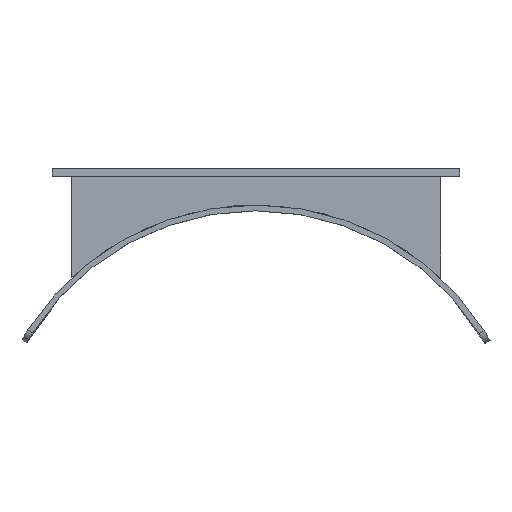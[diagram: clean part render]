
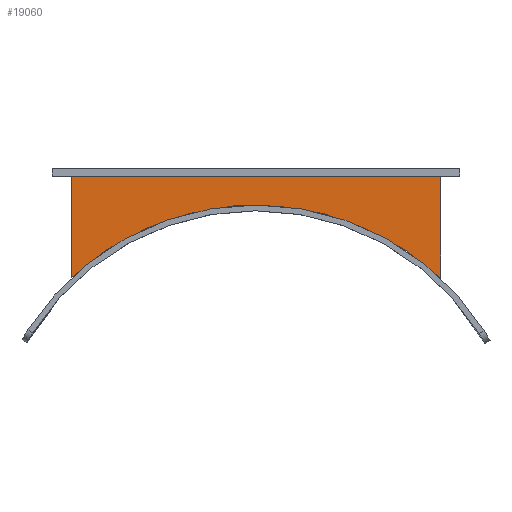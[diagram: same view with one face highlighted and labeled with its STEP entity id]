
A CAD part, top view. The second image highlights one B-rep face of the part: STEP entity #19060.
In plain terms, the highlighted planar face has unit normal (0, 0, 1).
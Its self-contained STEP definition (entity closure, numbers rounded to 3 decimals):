
#18660=CARTESIAN_POINT('',(0.,658.5,-508.9));
#18670=DIRECTION('',(0.,0.,-1.));
#18680=DIRECTION('',(1.,0.,0.));
#18690=AXIS2_PLACEMENT_3D('',#18660,#18670,#18680);
#18700=PLANE('',#18690);
#18710=CARTESIAN_POINT('',(-480.912,780.,-508.9));
#18720=DIRECTION('',(1.,0.,0.));
#18730=VECTOR('',#18720,1.);
#18740=LINE('',#18710,#18730);
#18750=CARTESIAN_POINT('',(-480.912,780.,-508.9));
#18760=VERTEX_POINT('',#18750);
#18770=CARTESIAN_POINT('',(482.408,780.,-508.9));
#18780=VERTEX_POINT('',#18770);
#18790=EDGE_CURVE('',#18760,#18780,#18740,.T.);
#18800=ORIENTED_EDGE('',*,*,#18790,.F.);
#18810=CARTESIAN_POINT('',(482.408,658.5,-508.9));
#18820=DIRECTION('',(0.,1.,0.));
#18830=VECTOR('',#18820,1.);
#18840=LINE('',#18810,#18830);
#18850=CARTESIAN_POINT('',(482.408,514.109,-508.9));
#18860=VERTEX_POINT('',#18850);
#18870=EDGE_CURVE('',#18860,#18780,#18840,.T.);
#18880=ORIENTED_EDGE('',*,*,#18870,.T.);
#18890=CARTESIAN_POINT('',(0.,0.,-508.9));
#18900=DIRECTION('',(0.,0.,-1.));
#18910=DIRECTION('',(1.,0.,0.));
#18920=AXIS2_PLACEMENT_3D('',#18890,#18900,#18910);
#18930=CIRCLE('',#18920,705.);
#18940=CARTESIAN_POINT('',(-480.912,515.508,-508.9));
#18950=VERTEX_POINT('',#18940);
#18960=EDGE_CURVE('',#18950,#18860,#18930,.T.);
#18970=ORIENTED_EDGE('',*,*,#18960,.T.);
#18980=CARTESIAN_POINT('',(-480.912,658.5,-508.9));
#18990=DIRECTION('',(0.,1.,-0.));
#19000=VECTOR('',#18990,1.);
#19010=LINE('',#18980,#19000);
#19020=EDGE_CURVE('',#18950,#18760,#19010,.T.);
#19030=ORIENTED_EDGE('',*,*,#19020,.F.);
#19040=EDGE_LOOP('',(#19030,#18970,#18880,#18800));
#19050=FACE_OUTER_BOUND('',#19040,.T.);
#19060=ADVANCED_FACE('',(#19050),#18700,.F.);
